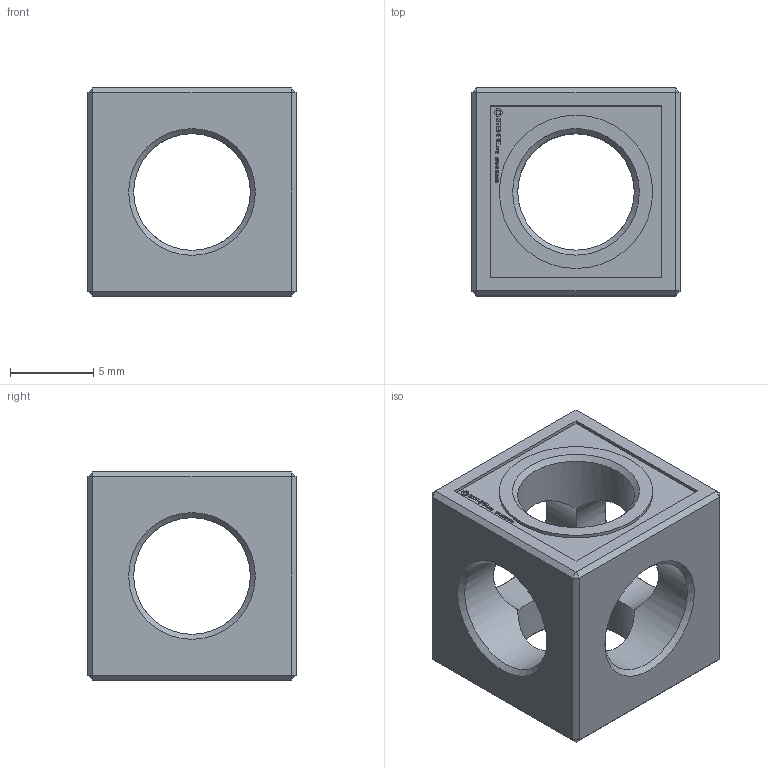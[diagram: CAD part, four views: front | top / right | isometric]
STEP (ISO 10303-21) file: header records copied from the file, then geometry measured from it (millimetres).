
FILE_DESCRIPTION(('FreeCAD Model'),'2;1');
FILE_NAME('Open CASCADE Shape Model','2021-05-23T21:55:18',( 'Paulo Kiefe'),('STEMFIE.org'),'Open CASCADE STEP processor 7.4', 'FreeCAD','Unknown');
FILE_SCHEMA(('AUTOMOTIVE_DESIGN { 1 0 10303 214 1 1 1 1 }'));
Length unit declared in the file: millimetre
Products named in the file (1): Beam_STR_ESS_BU01x01x01_-_SPN-BEM-0038_(stemfie.org)
Bounding box: 12.5 x 12.5 x 12.5 mm (x, y, z)
Volume: 974.4 mm3; surface area: 1081.5 mm2
Topology: 1 solids, 1 shells, 497 faces, 1363 edges, 900 vertices
Faces by surface type: plane 340, extrusion 144, cylinder 7, cone 6
Full cylindrical faces by diameter (mm): 7 x6, 9.2 x1
Entity records: 33772 total; most frequent: CARTESIAN_POINT 7319, DIRECTION 4355, VECTOR 3569, LINE 3425, ORIENTED_EDGE 2726, PCURVE 2726, DEFINITIONAL_REPRESENTATION 2726, EDGE_CURVE 1363
